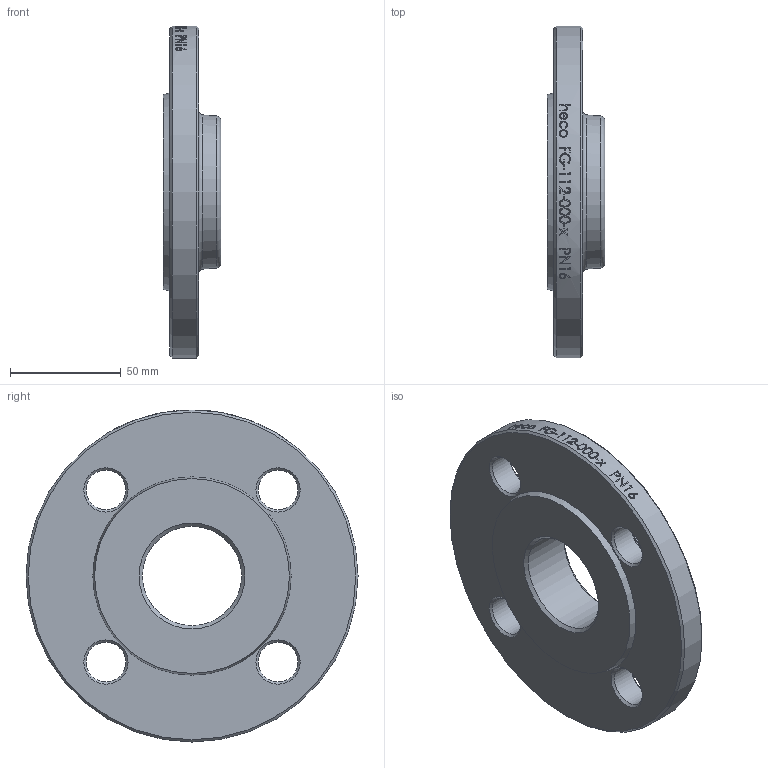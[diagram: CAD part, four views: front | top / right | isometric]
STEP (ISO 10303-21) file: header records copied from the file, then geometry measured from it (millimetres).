
FILE_DESCRIPTION (( 'STEP AP214' ), '1' );
FILE_NAME ('FG-112-000-x Gewindelansch PN16 2102.STEP', '2021-02-02T14:09:34', ( '' ), ( '' ), 'SwSTEP 2.0', 'SolidWorks 2019', '' );
FILE_SCHEMA (( 'AUTOMOTIVE_DESIGN' ));
Length unit declared in the file: millimetre
Products named in the file (1): FG-112-000-x Gewindelansch PN16 2102
Bounding box: 26 x 150 x 150 mm (x, y, z)
Volume: 230467.5 mm3; surface area: 44164.7 mm2
Topology: 1 solids, 1 shells, 55 faces, 255 edges, 230 vertices
Faces by surface type: cylinder 35, cone 14, plane 4, torus 2
Full cylindrical faces by diameter (mm): 18 x4, 44.845 x1, 150 x1
Entity records: 6071 total; most frequent: CARTESIAN_POINT 3949, ORIENTED_EDGE 436, DIRECTION 283, EDGE_CURVE 218, VERTEX_POINT 218, AXIS2_PLACEMENT_3D 126, B_SPLINE_CURVE_WITH_KNOTS 115, EDGE_LOOP 114
